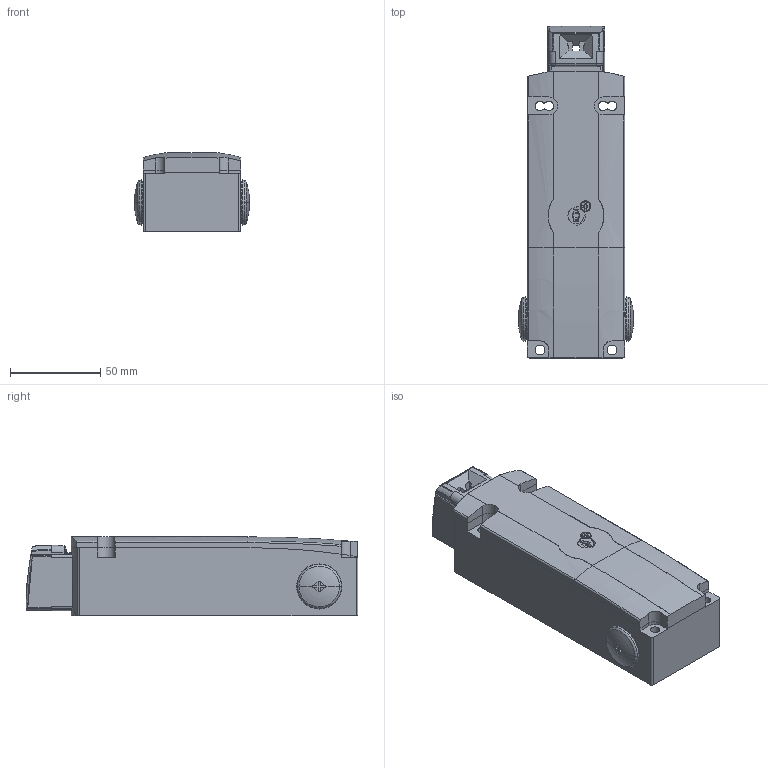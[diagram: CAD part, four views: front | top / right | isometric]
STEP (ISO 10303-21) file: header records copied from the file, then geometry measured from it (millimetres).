
FILE_DESCRIPTION(('STEP AP214'),'1');
FILE_NAME('cctmp_9C86B0E4-69B5-4D91-A503-7B9236922FA9_2023_07_21_12_30_40_0579..stp','2023-07-21T10:30:41',('SIEMENS A&D'),('CADClick - www.CADClick.com'),'Spatial InterOp 3D postprocessed',' ','unknown authorization');
FILE_SCHEMA(('AUTOMOTIVE_DESIGN'));
Length unit declared in the file: millimetre
Products named in the file (6): cc_unnamed; 2023_07_21_12_30_40_0551; 2023_07_21_12_30_40_0547; 2023_07_21_12_30_40_0543; 2023_07_21_12_30_40_0539; 2023_07_21_12_30_40_0536
Assembly tree (5 placements, depth 2):
  cc_unnamed
    2023_07_21_12_30_40_0551
    2023_07_21_12_30_40_0547
    2023_07_21_12_30_40_0543
    2023_07_21_12_30_40_0539
    2023_07_21_12_30_40_0536
Bounding box: 63.98 x 184.1 x 44.2 mm (x, y, z)
Volume: 201102.4 mm3; surface area: 76144.4 mm2
Topology: 5 solids, 5 shells, 406 faces, 1136 edges, 732 vertices
Faces by surface type: plane 207, cylinder 141, torus 40, cone 18
Entity records: 15009 total; most frequent: CARTESIAN_POINT 3175, ORIENTED_EDGE 2236, DIRECTION 2162, EDGE_CURVE 1118, AXIS2_PLACEMENT_3D 767, VERTEX_POINT 732, LINE 628, VECTOR 628
